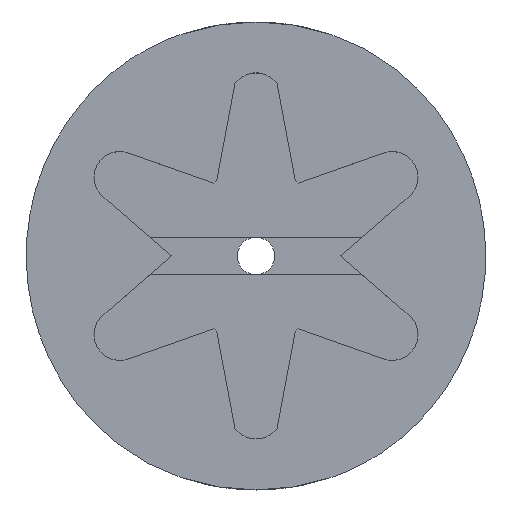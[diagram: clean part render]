
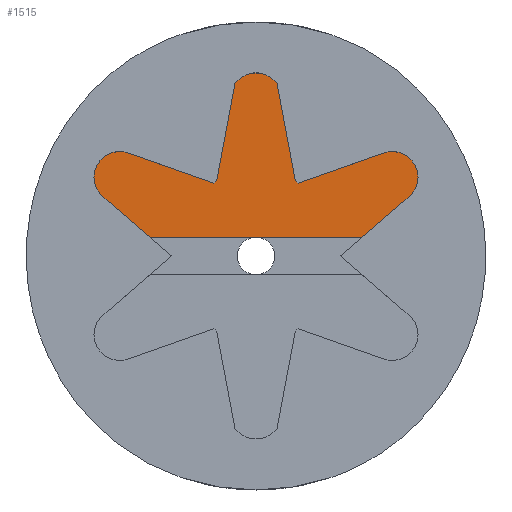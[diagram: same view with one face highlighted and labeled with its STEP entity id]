
A CAD part, top view. The second image highlights one B-rep face of the part: STEP entity #1515.
In plain terms, the highlighted planar face has unit normal (0, 0, 1).
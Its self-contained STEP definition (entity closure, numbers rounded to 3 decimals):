
#46=LINE('',#4806,#161);
#115=LINE('',#4973,#230);
#118=LINE('',#4981,#233);
#120=LINE('',#4985,#235);
#123=LINE('',#4993,#238);
#125=LINE('',#4997,#240);
#128=LINE('',#5004,#243);
#161=VECTOR('',#1744,10.);
#230=VECTOR('',#1907,10.);
#233=VECTOR('',#1916,10.);
#235=VECTOR('',#1920,10.);
#238=VECTOR('',#1929,10.);
#240=VECTOR('',#1933,10.);
#243=VECTOR('',#1942,10.);
#312=PLANE('',#1624);
#394=FACE_OUTER_BOUND('',#480,.T.);
#480=EDGE_LOOP('',(#1404,#1405,#1406,#1407,#1408,#1409,#1410,#1411,#1412,
#1413));
#587=CIRCLE('',#1610,2.4);
#588=CIRCLE('',#1614,2.4);
#589=CIRCLE('',#1618,2.4);
#676=VERTEX_POINT('',#4803);
#677=VERTEX_POINT('',#4805);
#728=VERTEX_POINT('',#4971);
#729=VERTEX_POINT('',#4975);
#730=VERTEX_POINT('',#4979);
#731=VERTEX_POINT('',#4983);
#732=VERTEX_POINT('',#4987);
#733=VERTEX_POINT('',#4991);
#734=VERTEX_POINT('',#4995);
#735=VERTEX_POINT('',#4999);
#858=EDGE_CURVE('',#677,#676,#46,.T.);
#942=EDGE_CURVE('',#676,#728,#115,.T.);
#944=EDGE_CURVE('',#728,#729,#587,.T.);
#946=EDGE_CURVE('',#729,#730,#118,.T.);
#948=EDGE_CURVE('',#730,#731,#120,.T.);
#950=EDGE_CURVE('',#731,#732,#588,.T.);
#952=EDGE_CURVE('',#732,#733,#123,.T.);
#954=EDGE_CURVE('',#733,#734,#125,.T.);
#956=EDGE_CURVE('',#734,#735,#589,.T.);
#958=EDGE_CURVE('',#735,#677,#128,.T.);
#1404=ORIENTED_EDGE('',*,*,#858,.T.);
#1405=ORIENTED_EDGE('',*,*,#942,.T.);
#1406=ORIENTED_EDGE('',*,*,#944,.T.);
#1407=ORIENTED_EDGE('',*,*,#946,.T.);
#1408=ORIENTED_EDGE('',*,*,#948,.T.);
#1409=ORIENTED_EDGE('',*,*,#950,.T.);
#1410=ORIENTED_EDGE('',*,*,#952,.T.);
#1411=ORIENTED_EDGE('',*,*,#954,.T.);
#1412=ORIENTED_EDGE('',*,*,#956,.T.);
#1413=ORIENTED_EDGE('',*,*,#958,.T.);
#1515=ADVANCED_FACE('',(#394),#312,.T.);
#1610=AXIS2_PLACEMENT_3D('',#4977,#1911,#1912);
#1614=AXIS2_PLACEMENT_3D('',#4989,#1924,#1925);
#1618=AXIS2_PLACEMENT_3D('',#5001,#1937,#1938);
#1624=AXIS2_PLACEMENT_3D('',#5012,#1954,#1955);
#1744=DIRECTION('',(1.,0.,0.));
#1907=DIRECTION('',(0.759,0.651,0.));
#1911=DIRECTION('center_axis',(0.,0.,1.));
#1912=DIRECTION('ref_axis',(0.651,-0.759,0.));
#1916=DIRECTION('',(-0.944,-0.331,0.));
#1920=DIRECTION('',(-0.185,0.983,0.));
#1924=DIRECTION('center_axis',(0.,0.,1.));
#1925=DIRECTION('ref_axis',(0.983,0.185,0.));
#1929=DIRECTION('',(-0.185,-0.983,0.));
#1933=DIRECTION('',(-0.944,0.331,0.));
#1937=DIRECTION('center_axis',(0.,0.,1.));
#1938=DIRECTION('ref_axis',(0.331,0.944,0.));
#1942=DIRECTION('',(0.759,-0.651,0.));
#1954=DIRECTION('center_axis',(0.,0.,1.));
#1955=DIRECTION('ref_axis',(1.,0.,0.));
#4803=CARTESIAN_POINT('',(9.363,1.6,0.));
#4805=CARTESIAN_POINT('',(-9.363,1.6,0.));
#4806=CARTESIAN_POINT('',(-4.682,1.6,0.));
#4971=CARTESIAN_POINT('',(13.212,4.904,0.));
#4973=CARTESIAN_POINT('',(8.197,0.599,0.));
#4975=CARTESIAN_POINT('',(10.853,8.989,0.));
#4977=CARTESIAN_POINT('Origin',(11.648,6.725,0.));
#4979=CARTESIAN_POINT('',(3.75,6.495,0.));
#4981=CARTESIAN_POINT('',(1.066,5.553,0.));
#4983=CARTESIAN_POINT('',(2.359,13.894,0.));
#4985=CARTESIAN_POINT('',(3.58,7.398,0.));
#4987=CARTESIAN_POINT('',(-2.359,13.894,0.));
#4989=CARTESIAN_POINT('Origin',(0.,13.45,0.));
#4991=CARTESIAN_POINT('',(-3.75,6.495,0.));
#4993=CARTESIAN_POINT('',(-4.276,3.699,0.));
#4995=CARTESIAN_POINT('',(-10.853,8.989,0.));
#4997=CARTESIAN_POINT('',(-4.617,6.8,0.));
#4999=CARTESIAN_POINT('',(-13.212,4.904,0.));
#5001=CARTESIAN_POINT('Origin',(-11.648,6.725,0.));
#5004=CARTESIAN_POINT('',(-5.341,-1.853,0.));
#5012=CARTESIAN_POINT('Origin',(0.,0.,0.));
